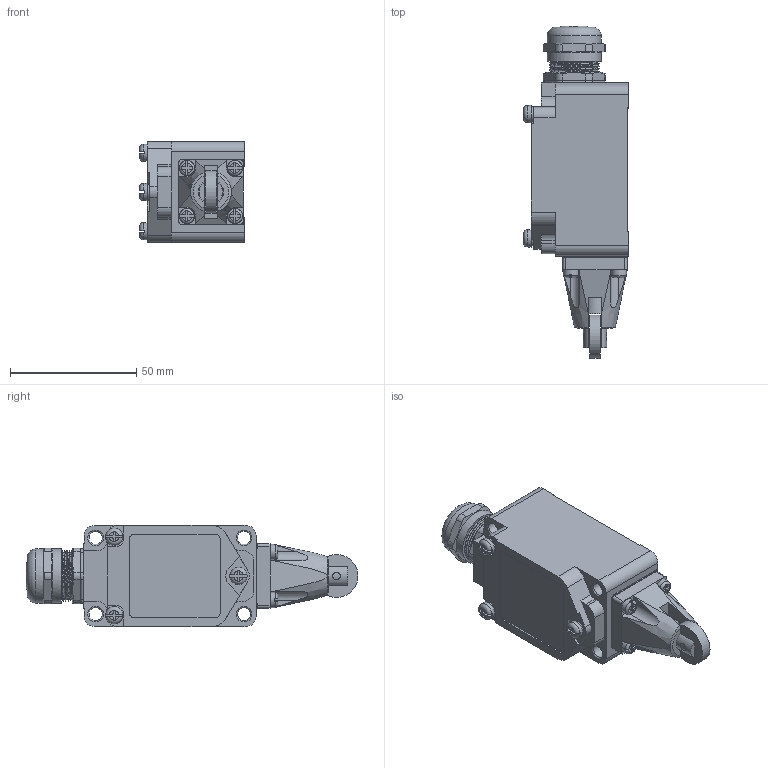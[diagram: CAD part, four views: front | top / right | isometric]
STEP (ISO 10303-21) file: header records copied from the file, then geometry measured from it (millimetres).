
FILE_DESCRIPTION(('STEP AP203'), '1');
FILE_NAME('MTB4-HD5102_3D', '2025-08-07T08:48:22', (''), (''), 'C3D Converter', 'C3D Toolkit', '');
FILE_SCHEMA(('CONFIG_CONTROL_DESIGN'));
Length unit declared in the file: millimetre
Products named in the file (3): LA167-Z5-102; W20250731001
Assembly tree (2 placements, depth 2):
  (unnamed)
    LA167-Z5-102
    W20250731001
Bounding box: 41.5 x 131.35 x 40 mm (x, y, z)
Volume: 106731.3 mm3; surface area: 26474.7 mm2
Topology: 7 solids, 11 shells, 468 faces, 1281 edges, 842 vertices
Faces by surface type: plane 274, cylinder 147, torus 27, cone 11, bspline 9
Full cylindrical faces by diameter (mm): 2.9 x2, 3 x2, 3.7 x4, 5.2 x4, 5.7 x3, 6 x4, 6.8 x3, 9.2 x1, 10.6 x1, 11.4 x1, 12 x1, 12.8 x1, 15 x1, 15.2 x1, 16 x1, 17 x1, 19.2 x1, 19.8 x1, 21.4 x2
Entity records: 24104 total; most frequent: CARTESIAN_POINT 11037, ORIENTED_EDGE 2466, DIRECTION 2342, EDGE_CURVE 1233, VERTEX_POINT 841, AXIS2_PLACEMENT_3D 835, LINE 672, VECTOR 672
